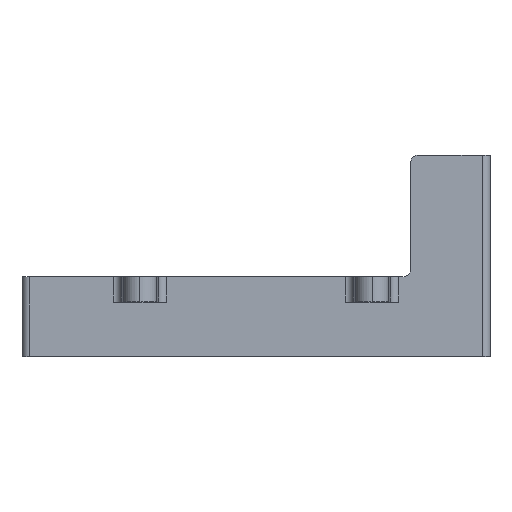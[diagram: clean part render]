
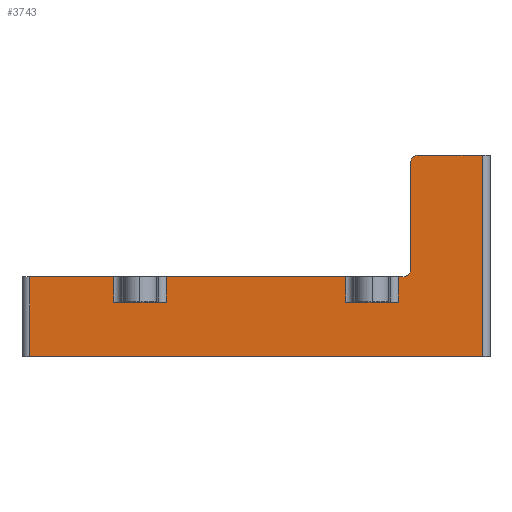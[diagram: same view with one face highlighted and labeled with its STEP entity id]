
A CAD part, top view. The second image highlights one B-rep face of the part: STEP entity #3743.
In plain terms, the highlighted planar face has unit normal (0, 0, 1).
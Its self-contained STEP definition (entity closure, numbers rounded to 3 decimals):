
#12 = EDGE_CURVE ( 'NONE', #3562, #3038, #4601, .T. ) ;
#56 = EDGE_CURVE ( 'NONE', #2392, #4222, #1139, .T. ) ;
#71 = DIRECTION ( 'NONE',  ( -1., 0., 0. ) ) ;
#120 = DIRECTION ( 'NONE',  ( 1., 0., 0. ) ) ;
#150 = VERTEX_POINT ( 'NONE', #1241 ) ;
#162 = LINE ( 'NONE', #3446, #3185 ) ;
#206 = VECTOR ( 'NONE', #1787, 1000. ) ;
#233 = ORIENTED_EDGE ( 'NONE', *, *, #3757, .F. ) ;
#241 = VERTEX_POINT ( 'NONE', #4669 ) ;
#295 = AXIS2_PLACEMENT_3D ( 'NONE', #3334, #2259, #71 ) ;
#494 = DIRECTION ( 'NONE',  ( -1., 0., 0. ) ) ;
#550 = CARTESIAN_POINT ( 'NONE',  ( 40., 20.5, 55.5 ) ) ;
#556 = DIRECTION ( 'NONE',  ( 1., 0., 0. ) ) ;
#570 = CARTESIAN_POINT ( 'NONE',  ( 36.816, 20.5, 55.5 ) ) ;
#658 = DIRECTION ( 'NONE',  ( 0., -1., 0. ) ) ;
#686 = DIRECTION ( 'NONE',  ( 0., 1., 0. ) ) ;
#722 = EDGE_CURVE ( 'NONE', #241, #1840, #3652, .T. ) ;
#750 = EDGE_CURVE ( 'NONE', #3562, #4222, #1195, .T. ) ;
#782 = DIRECTION ( 'NONE',  ( 0., -1., 0. ) ) ;
#801 = PLANE ( 'NONE',  #295 ) ;
#867 = EDGE_CURVE ( 'NONE', #150, #3143, #3383, .T. ) ;
#875 = LINE ( 'NONE', #3666, #1496 ) ;
#976 = CARTESIAN_POINT ( 'NONE',  ( 42., 52., 55.5 ) ) ;
#1048 = ORIENTED_EDGE ( 'NONE', *, *, #3948, .T. ) ;
#1111 = CARTESIAN_POINT ( 'NONE',  ( 42., 50., 55.5 ) ) ;
#1139 = LINE ( 'NONE', #1425, #1258 ) ;
#1176 = AXIS2_PLACEMENT_3D ( 'NONE', #1111, #1398, #2536 ) ;
#1177 = EDGE_CURVE ( 'NONE', #1840, #3090, #875, .T. ) ;
#1184 = VECTOR ( 'NONE', #782, 1000. ) ;
#1195 = LINE ( 'NONE', #3022, #2782 ) ;
#1241 = CARTESIAN_POINT ( 'NONE',  ( -58.5, 20.5, 55.5 ) ) ;
#1258 = VECTOR ( 'NONE', #686, 1000. ) ;
#1296 = EDGE_LOOP ( 'NONE', ( #3709, #2992, #233, #3002, #3644, #2982, #4317, #3280, #2940, #1048, #2678, #2619, #1889, #4345, #2078, #2209 ) ) ;
#1353 = CARTESIAN_POINT ( 'NONE',  ( -60.5, 20.5, 55.5 ) ) ;
#1396 = LINE ( 'NONE', #3159, #3423 ) ;
#1398 = DIRECTION ( 'NONE',  ( 0., 0., 1. ) ) ;
#1407 = DIRECTION ( 'NONE',  ( -1., 0., 0. ) ) ;
#1425 = CARTESIAN_POINT ( 'NONE',  ( 58.5, 2., 55.5 ) ) ;
#1436 = CARTESIAN_POINT ( 'NONE',  ( 36.816, 14., 55.5 ) ) ;
#1496 = VECTOR ( 'NONE', #494, 1000. ) ;
#1520 = CIRCLE ( 'NONE', #2656, 2. ) ;
#1737 = CARTESIAN_POINT ( 'NONE',  ( -58.5, 2., 55.5 ) ) ;
#1767 = EDGE_CURVE ( 'NONE', #3090, #3143, #4629, .T. ) ;
#1776 = EDGE_CURVE ( 'NONE', #3674, #4651, #2744, .T. ) ;
#1787 = DIRECTION ( 'NONE',  ( 0., -1., 0. ) ) ;
#1838 = EDGE_CURVE ( 'NONE', #3402, #4538, #4406, .T. ) ;
#1840 = VERTEX_POINT ( 'NONE', #2905 ) ;
#1889 = ORIENTED_EDGE ( 'NONE', *, *, #750, .F. ) ;
#1957 = LINE ( 'NONE', #2636, #3947 ) ;
#1993 = VERTEX_POINT ( 'NONE', #4144 ) ;
#2002 = DIRECTION ( 'NONE',  ( 1., 0., 0. ) ) ;
#2008 = CARTESIAN_POINT ( 'NONE',  ( 23.184, 20.5, 55.5 ) ) ;
#2012 = CARTESIAN_POINT ( 'NONE',  ( 58.5, 52., 55.5 ) ) ;
#2078 = ORIENTED_EDGE ( 'NONE', *, *, #2112, .F. ) ;
#2082 = CARTESIAN_POINT ( 'NONE',  ( 38., 22.5, 55.5 ) ) ;
#2101 = CARTESIAN_POINT ( 'NONE',  ( -36.816, 2., 55.5 ) ) ;
#2112 = EDGE_CURVE ( 'NONE', #3904, #3038, #3820, .T. ) ;
#2127 = DIRECTION ( 'NONE',  ( 0., 1., 0. ) ) ;
#2143 = CARTESIAN_POINT ( 'NONE',  ( -23.184, 2., 55.5 ) ) ;
#2209 = ORIENTED_EDGE ( 'NONE', *, *, #4452, .T. ) ;
#2237 = CARTESIAN_POINT ( 'NONE',  ( 36.816, 14., 55.5 ) ) ;
#2259 = DIRECTION ( 'NONE',  ( 0., 0., -1. ) ) ;
#2392 = VERTEX_POINT ( 'NONE', #3766 ) ;
#2494 = EDGE_CURVE ( 'NONE', #3402, #1993, #4188, .T. ) ;
#2536 = DIRECTION ( 'NONE',  ( -1., 0., 0. ) ) ;
#2540 = CARTESIAN_POINT ( 'NONE',  ( 23.184, 14., 55.5 ) ) ;
#2619 = ORIENTED_EDGE ( 'NONE', *, *, #56, .T. ) ;
#2625 = VECTOR ( 'NONE', #2811, 1000. ) ;
#2636 = CARTESIAN_POINT ( 'NONE',  ( 35., 14., 55.5 ) ) ;
#2656 = AXIS2_PLACEMENT_3D ( 'NONE', #2082, #4668, #1407 ) ;
#2667 = DIRECTION ( 'NONE',  ( 1., 0., 0. ) ) ;
#2678 = ORIENTED_EDGE ( 'NONE', *, *, #4210, .T. ) ;
#2744 = LINE ( 'NONE', #4216, #3693 ) ;
#2782 = VECTOR ( 'NONE', #2667, 1000. ) ;
#2811 = DIRECTION ( 'NONE',  ( 0., 1., 0. ) ) ;
#2843 = DIRECTION ( 'NONE',  ( 1., 0., 0. ) ) ;
#2889 = CARTESIAN_POINT ( 'NONE',  ( -36.816, 14., 55.5 ) ) ;
#2905 = CARTESIAN_POINT ( 'NONE',  ( -23.184, 14., 55.5 ) ) ;
#2938 = VECTOR ( 'NONE', #3544, 1000. ) ;
#2940 = ORIENTED_EDGE ( 'NONE', *, *, #867, .F. ) ;
#2982 = ORIENTED_EDGE ( 'NONE', *, *, #722, .T. ) ;
#2992 = ORIENTED_EDGE ( 'NONE', *, *, #1838, .T. ) ;
#3002 = ORIENTED_EDGE ( 'NONE', *, *, #1776, .T. ) ;
#3022 = CARTESIAN_POINT ( 'NONE',  ( -60.5, 52., 55.5 ) ) ;
#3038 = VERTEX_POINT ( 'NONE', #4318 ) ;
#3090 = VERTEX_POINT ( 'NONE', #2889 ) ;
#3104 = DIRECTION ( 'NONE',  ( 0., 1., 0. ) ) ;
#3143 = VERTEX_POINT ( 'NONE', #3754 ) ;
#3159 = CARTESIAN_POINT ( 'NONE',  ( -60.5, 20.5, 55.5 ) ) ;
#3185 = VECTOR ( 'NONE', #556, 1000. ) ;
#3208 = VERTEX_POINT ( 'NONE', #4182 ) ;
#3265 = VECTOR ( 'NONE', #658, 1000. ) ;
#3280 = ORIENTED_EDGE ( 'NONE', *, *, #1767, .T. ) ;
#3334 = CARTESIAN_POINT ( 'NONE',  ( -60.5, 2., 55.5 ) ) ;
#3383 = LINE ( 'NONE', #3418, #3782 ) ;
#3402 = VERTEX_POINT ( 'NONE', #570 ) ;
#3418 = CARTESIAN_POINT ( 'NONE',  ( -60.5, 20.5, 55.5 ) ) ;
#3423 = VECTOR ( 'NONE', #2843, 1000. ) ;
#3446 = CARTESIAN_POINT ( 'NONE',  ( -60.5, 0., 55.5 ) ) ;
#3544 = DIRECTION ( 'NONE',  ( 1., 0., 0. ) ) ;
#3562 = VERTEX_POINT ( 'NONE', #976 ) ;
#3644 = ORIENTED_EDGE ( 'NONE', *, *, #3902, .F. ) ;
#3652 = LINE ( 'NONE', #2143, #206 ) ;
#3666 = CARTESIAN_POINT ( 'NONE',  ( -35., 14., 55.5 ) ) ;
#3674 = VERTEX_POINT ( 'NONE', #2540 ) ;
#3693 = VECTOR ( 'NONE', #3104, 1000. ) ;
#3709 = ORIENTED_EDGE ( 'NONE', *, *, #2494, .F. ) ;
#3743 = ADVANCED_FACE ( 'NONE', ( #4402 ), #801, .F. ) ;
#3754 = CARTESIAN_POINT ( 'NONE',  ( -36.816, 20.5, 55.5 ) ) ;
#3757 = EDGE_CURVE ( 'NONE', #3674, #4538, #1957, .T. ) ;
#3766 = CARTESIAN_POINT ( 'NONE',  ( 58.5, 0., 55.5 ) ) ;
#3782 = VECTOR ( 'NONE', #120, 1000. ) ;
#3820 = LINE ( 'NONE', #550, #2625 ) ;
#3856 = CARTESIAN_POINT ( 'NONE',  ( 40., 22.5, 55.5 ) ) ;
#3902 = EDGE_CURVE ( 'NONE', #241, #4651, #1396, .T. ) ;
#3904 = VERTEX_POINT ( 'NONE', #3856 ) ;
#3947 = VECTOR ( 'NONE', #2002, 1000. ) ;
#3948 = EDGE_CURVE ( 'NONE', #150, #3208, #4297, .T. ) ;
#4144 = CARTESIAN_POINT ( 'NONE',  ( 38., 20.5, 55.5 ) ) ;
#4182 = CARTESIAN_POINT ( 'NONE',  ( -58.5, 0., 55.5 ) ) ;
#4188 = LINE ( 'NONE', #1353, #2938 ) ;
#4210 = EDGE_CURVE ( 'NONE', #3208, #2392, #162, .T. ) ;
#4216 = CARTESIAN_POINT ( 'NONE',  ( 23.184, 20.5, 55.5 ) ) ;
#4222 = VERTEX_POINT ( 'NONE', #2012 ) ;
#4297 = LINE ( 'NONE', #1737, #3265 ) ;
#4317 = ORIENTED_EDGE ( 'NONE', *, *, #1177, .T. ) ;
#4318 = CARTESIAN_POINT ( 'NONE',  ( 40., 50., 55.5 ) ) ;
#4345 = ORIENTED_EDGE ( 'NONE', *, *, #12, .T. ) ;
#4402 = FACE_OUTER_BOUND ( 'NONE', #1296, .T. ) ;
#4406 = LINE ( 'NONE', #1436, #1184 ) ;
#4452 = EDGE_CURVE ( 'NONE', #3904, #1993, #1520, .T. ) ;
#4532 = VECTOR ( 'NONE', #2127, 1000. ) ;
#4538 = VERTEX_POINT ( 'NONE', #2237 ) ;
#4601 = CIRCLE ( 'NONE', #1176, 2. ) ;
#4629 = LINE ( 'NONE', #2101, #4532 ) ;
#4651 = VERTEX_POINT ( 'NONE', #2008 ) ;
#4668 = DIRECTION ( 'NONE',  ( 0., 0., -1. ) ) ;
#4669 = CARTESIAN_POINT ( 'NONE',  ( -23.184, 20.5, 55.5 ) ) ;
